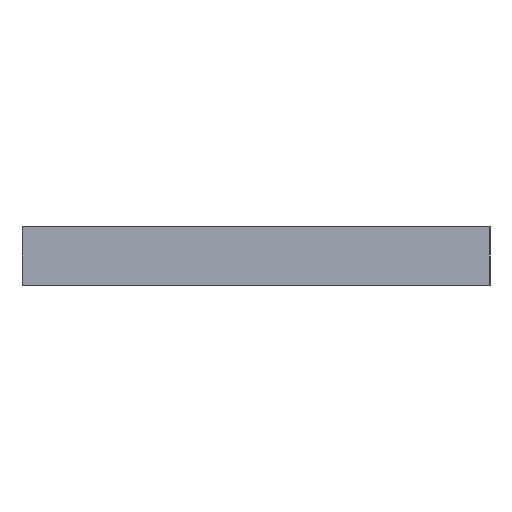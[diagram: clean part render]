
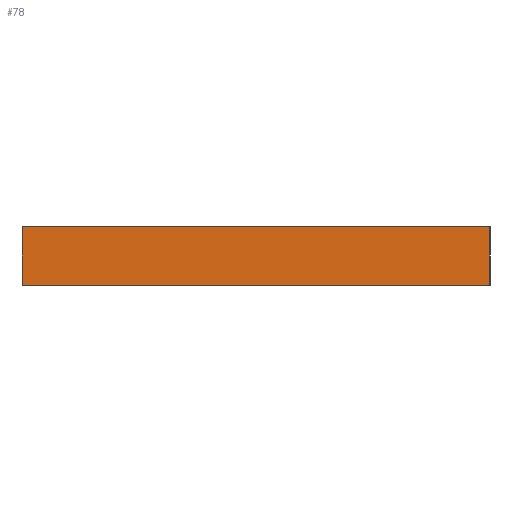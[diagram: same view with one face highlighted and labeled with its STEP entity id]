
A CAD part, left-side view. The second image highlights one B-rep face of the part: STEP entity #78.
In plain terms, the highlighted planar face has unit normal (-1, 0, 0).
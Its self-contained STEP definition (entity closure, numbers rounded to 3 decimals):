
#78 = ADVANCED_FACE( '', ( #345 ), #346, .F. );
#345 = FACE_OUTER_BOUND( '', #997, .T. );
#346 = PLANE( '', #998 );
#997 = EDGE_LOOP( '', ( #1661, #1662, #1663, #1664 ) );
#998 = AXIS2_PLACEMENT_3D( '', #1665, #1666, #1667 );
#1661 = ORIENTED_EDGE( '', *, *, #2580, .T. );
#1662 = ORIENTED_EDGE( '', *, *, #2587, .F. );
#1663 = ORIENTED_EDGE( '', *, *, #2588, .F. );
#1664 = ORIENTED_EDGE( '', *, *, #2589, .T. );
#1665 = CARTESIAN_POINT( '', ( -400., 200., 50. ) );
#1666 = DIRECTION( '', ( 1., 0., 0. ) );
#1667 = DIRECTION( '', ( 0., 0., -1. ) );
#2580 = EDGE_CURVE( '', #2976, #2977, #2978, .T. );
#2587 = EDGE_CURVE( '', #2988, #2977, #2990, .T. );
#2588 = EDGE_CURVE( '', #2991, #2988, #2992, .T. );
#2589 = EDGE_CURVE( '', #2991, #2976, #2993, .T. );
#2976 = VERTEX_POINT( '', #3508 );
#2977 = VERTEX_POINT( '', #3509 );
#2978 = LINE( '', #3510, #3511 );
#2988 = VERTEX_POINT( '', #3525 );
#2990 = LINE( '', #3528, #3529 );
#2991 = VERTEX_POINT( '', #3530 );
#2992 = LINE( '', #3531, #3532 );
#2993 = LINE( '', #3533, #3534 );
#3508 = CARTESIAN_POINT( '', ( -400., 200., 0. ) );
#3509 = CARTESIAN_POINT( '', ( -400., -200., 0. ) );
#3510 = CARTESIAN_POINT( '', ( -400., 200., 0. ) );
#3511 = VECTOR( '', #4180, 1000. );
#3525 = CARTESIAN_POINT( '', ( -400., -200., 50. ) );
#3528 = CARTESIAN_POINT( '', ( -400., -200., 50. ) );
#3529 = VECTOR( '', #4189, 1000. );
#3530 = CARTESIAN_POINT( '', ( -400., 200., 50. ) );
#3531 = CARTESIAN_POINT( '', ( -400., 200., 50. ) );
#3532 = VECTOR( '', #4190, 1000. );
#3533 = CARTESIAN_POINT( '', ( -400., 200., 50. ) );
#3534 = VECTOR( '', #4191, 1000. );
#4180 = DIRECTION( '', ( 0., -1., 0. ) );
#4189 = DIRECTION( '', ( 0., 0., -1. ) );
#4190 = DIRECTION( '', ( 0., -1., 0. ) );
#4191 = DIRECTION( '', ( 0., 0., -1. ) );
